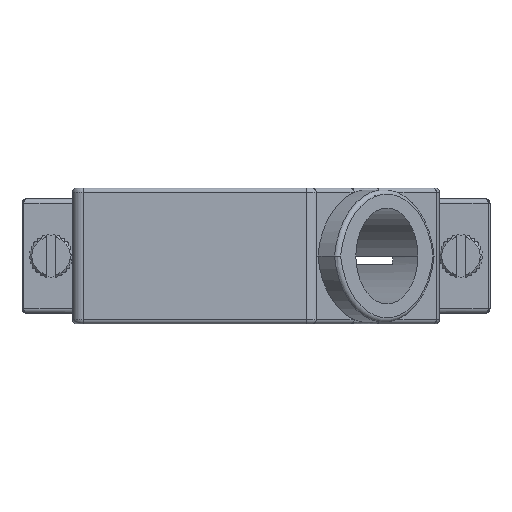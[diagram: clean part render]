
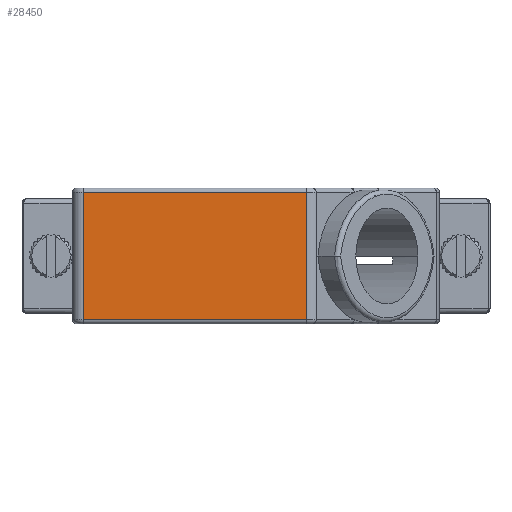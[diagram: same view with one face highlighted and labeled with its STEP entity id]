
A CAD part, front view. The second image highlights one B-rep face of the part: STEP entity #28450.
In plain terms, the highlighted planar face has unit normal (0, -1, 0).
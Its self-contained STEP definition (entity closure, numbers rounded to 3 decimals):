
#5038 = EDGE_LOOP ( 'NONE', ( #28710, #11734, #19948, #21047 ) ) ;
#7092 = VECTOR ( 'NONE', #20463, 1000. ) ;
#8144 = DIRECTION ( 'NONE',  ( 1., 0., 0. ) ) ;
#11734 = ORIENTED_EDGE ( 'NONE', *, *, #40868, .T. ) ;
#12023 = CARTESIAN_POINT ( 'NONE',  ( 27.718, -17.292, 29.452 ) ) ;
#12306 = DIRECTION ( 'NONE',  ( -1., 0., 0. ) ) ;
#14264 = CARTESIAN_POINT ( 'NONE',  ( 2.113, -17.292, 29.952 ) ) ;
#14307 = VECTOR ( 'NONE', #8144, 1000. ) ;
#15361 = DIRECTION ( 'NONE',  ( 0., 0., -1. ) ) ;
#16210 = CARTESIAN_POINT ( 'NONE',  ( 2.113, -17.292, 29.452 ) ) ;
#17768 = VERTEX_POINT ( 'NONE', #25445 ) ;
#19948 = ORIENTED_EDGE ( 'NONE', *, *, #52624, .T. ) ;
#20463 = DIRECTION ( 'NONE',  ( 0., 0., -1. ) ) ;
#21047 = ORIENTED_EDGE ( 'NONE', *, *, #38892, .T. ) ;
#21372 = AXIS2_PLACEMENT_3D ( 'NONE', #40926, #44664, #15361 ) ;
#22493 = CARTESIAN_POINT ( 'NONE',  ( 27.718, -17.292, 29.952 ) ) ;
#25445 = CARTESIAN_POINT ( 'NONE',  ( 2.113, -17.292, 14.852 ) ) ;
#26836 = DIRECTION ( 'NONE',  ( 0., 0., 1. ) ) ;
#28293 = PLANE ( 'NONE',  #21372 ) ;
#28450 = ADVANCED_FACE ( 'NONE', ( #52222 ), #28293, .F. ) ;
#28710 = ORIENTED_EDGE ( 'NONE', *, *, #38621, .T. ) ;
#30573 = LINE ( 'NONE', #22493, #52261 ) ;
#36846 = LINE ( 'NONE', #40889, #41080 ) ;
#37055 = VERTEX_POINT ( 'NONE', #43527 ) ;
#38621 = EDGE_CURVE ( 'NONE', #37055, #53016, #30573, .T. ) ;
#38892 = EDGE_CURVE ( 'NONE', #17768, #37055, #41804, .T. ) ;
#40868 = EDGE_CURVE ( 'NONE', #53016, #51101, #36846, .T. ) ;
#40889 = CARTESIAN_POINT ( 'NONE',  ( 28.413, -17.292, 29.452 ) ) ;
#40926 = CARTESIAN_POINT ( 'NONE',  ( 28.413, -17.292, 29.952 ) ) ;
#41080 = VECTOR ( 'NONE', #12306, 1000. ) ;
#41804 = LINE ( 'NONE', #49903, #14307 ) ;
#43527 = CARTESIAN_POINT ( 'NONE',  ( 27.718, -17.292, 14.852 ) ) ;
#44664 = DIRECTION ( 'NONE',  ( 0., 1., 0. ) ) ;
#49903 = CARTESIAN_POINT ( 'NONE',  ( 28.413, -17.292, 14.852 ) ) ;
#51101 = VERTEX_POINT ( 'NONE', #16210 ) ;
#52222 = FACE_OUTER_BOUND ( 'NONE', #5038, .T. ) ;
#52227 = LINE ( 'NONE', #14264, #7092 ) ;
#52261 = VECTOR ( 'NONE', #26836, 1000. ) ;
#52624 = EDGE_CURVE ( 'NONE', #51101, #17768, #52227, .T. ) ;
#53016 = VERTEX_POINT ( 'NONE', #12023 ) ;
